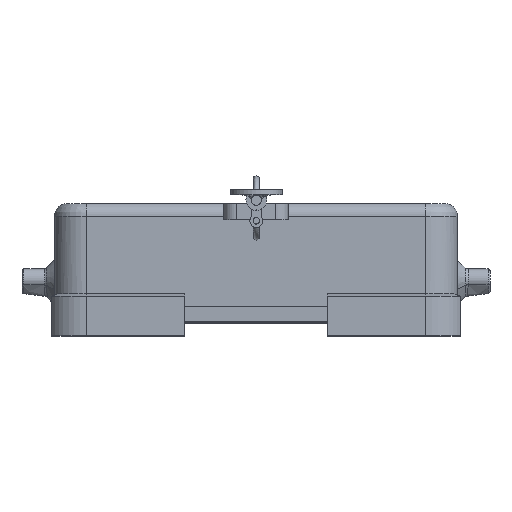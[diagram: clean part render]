
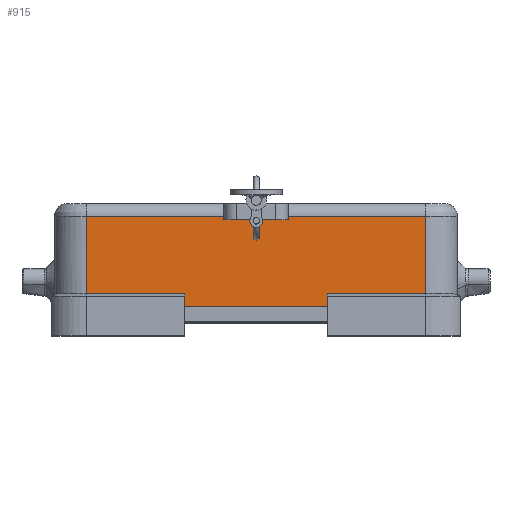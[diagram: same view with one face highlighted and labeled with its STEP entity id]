
A CAD part, top view. The second image highlights one B-rep face of the part: STEP entity #915.
In plain terms, the highlighted planar face has unit normal (0, 0, 1).
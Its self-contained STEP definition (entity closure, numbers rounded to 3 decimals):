
#915=ADVANCED_FACE('3-0-49',(#1187),#1096,.T.);
#1096=PLANE('',#3988);
#1187=FACE_OUTER_BOUND('',#1370,.T.);
#1370=EDGE_LOOP('',(#2230,#2231,#2232,#2233,#2234,#2235,#2236,#2237,#2238,
#2239,#2240,#2241));
#1562=LINE('',#5141,#1805);
#1624=LINE('',#5361,#1867);
#1627=LINE('',#5366,#1870);
#1630=LINE('',#5411,#1873);
#1637=LINE('',#5430,#1880);
#1640=LINE('',#5437,#1883);
#1641=LINE('',#5439,#1884);
#1642=LINE('',#5441,#1885);
#1643=LINE('',#5443,#1886);
#1644=LINE('',#5444,#1887);
#1645=LINE('',#5446,#1888);
#1646=LINE('',#5448,#1889);
#1805=VECTOR('',#4256,1.);
#1867=VECTOR('',#4412,1.);
#1870=VECTOR('',#4417,1.);
#1873=VECTOR('',#4448,1.);
#1880=VECTOR('',#4465,1.);
#1883=VECTOR('',#4472,1.);
#1884=VECTOR('',#4475,1.);
#1885=VECTOR('',#4476,1.);
#1886=VECTOR('',#4477,1.);
#1887=VECTOR('',#4478,1.);
#1888=VECTOR('',#4479,1.);
#1889=VECTOR('',#4480,1.);
#2230=ORIENTED_EDGE('',*,*,#3407,.T.);
#2231=ORIENTED_EDGE('',*,*,#3408,.T.);
#2232=ORIENTED_EDGE('',*,*,#3409,.T.);
#2233=ORIENTED_EDGE('',*,*,#3410,.T.);
#2234=ORIENTED_EDGE('',*,*,#3380,.T.);
#2235=ORIENTED_EDGE('',*,*,#3377,.T.);
#2236=ORIENTED_EDGE('',*,*,#3289,.F.);
#2237=ORIENTED_EDGE('',*,*,#3411,.T.);
#2238=ORIENTED_EDGE('',*,*,#3412,.T.);
#2239=ORIENTED_EDGE('',*,*,#3413,.T.);
#2240=ORIENTED_EDGE('',*,*,#3394,.T.);
#2241=ORIENTED_EDGE('',*,*,#3403,.T.);
#2994=VERTEX_POINT('',#5140);
#2995=VERTEX_POINT('',#5142);
#3054=VERTEX_POINT('',#5339);
#3061=VERTEX_POINT('',#5362);
#3068=VERTEX_POINT('',#5394);
#3071=VERTEX_POINT('',#5410);
#3078=VERTEX_POINT('',#5429);
#3080=VERTEX_POINT('',#5436);
#3081=VERTEX_POINT('',#5440);
#3082=VERTEX_POINT('',#5442);
#3083=VERTEX_POINT('',#5445);
#3084=VERTEX_POINT('',#5447);
#3289=EDGE_CURVE('',#2994,#2995,#1562,.T.);
#3377=EDGE_CURVE('',#3061,#2995,#1624,.T.);
#3380=EDGE_CURVE('',#3054,#3061,#1627,.T.);
#3394=EDGE_CURVE('',#3068,#3071,#1630,.T.);
#3403=EDGE_CURVE('',#3071,#3078,#1637,.T.);
#3407=EDGE_CURVE('',#3078,#3080,#1640,.T.);
#3408=EDGE_CURVE('',#3080,#3081,#1641,.T.);
#3409=EDGE_CURVE('',#3081,#3082,#1642,.T.);
#3410=EDGE_CURVE('',#3082,#3054,#1643,.T.);
#3411=EDGE_CURVE('',#2994,#3083,#1644,.T.);
#3412=EDGE_CURVE('',#3083,#3084,#1645,.T.);
#3413=EDGE_CURVE('',#3084,#3068,#1646,.T.);
#3988=AXIS2_PLACEMENT_3D('',#5449,#4481,#4482);
#4256=DIRECTION('',(-1.,0.,0.));
#4412=DIRECTION('',(0.,-1.,0.));
#4417=DIRECTION('',(1.,0.,0.));
#4448=DIRECTION('',(-1.,0.,0.));
#4465=DIRECTION('',(0.,-1.,0.));
#4472=DIRECTION('',(-1.,0.,0.));
#4475=DIRECTION('',(0.,1.,0.));
#4476=DIRECTION('',(-1.,0.,0.));
#4477=DIRECTION('',(0.,-1.,0.));
#4478=DIRECTION('',(0.,1.,0.));
#4479=DIRECTION('',(1.,0.,0.));
#4480=DIRECTION('',(0.,1.,0.));
#4481=DIRECTION('',(0.,0.,1.));
#4482=DIRECTION('',(0.,1.,0.));
#5140=CARTESIAN_POINT('',(5.373,-29.249,50.081));
#5141=CARTESIAN_POINT('',(5.373,-29.249,50.081));
#5142=CARTESIAN_POINT('',(-16.627,-29.249,50.081));
#5339=CARTESIAN_POINT('',(-31.877,-27.249,50.081));
#5361=CARTESIAN_POINT('',(-16.627,-27.249,50.081));
#5362=CARTESIAN_POINT('',(-16.627,-27.249,50.081));
#5366=CARTESIAN_POINT('',(-31.877,-27.249,50.081));
#5394=CARTESIAN_POINT('',(20.623,-15.249,50.081));
#5410=CARTESIAN_POINT('',(-0.627,-15.249,50.081));
#5411=CARTESIAN_POINT('',(20.623,-15.249,50.081));
#5429=CARTESIAN_POINT('',(-0.627,-15.749,50.081));
#5430=CARTESIAN_POINT('',(-0.627,-15.249,50.081));
#5436=CARTESIAN_POINT('',(-10.627,-15.749,50.081));
#5437=CARTESIAN_POINT('',(-0.627,-15.749,50.081));
#5439=CARTESIAN_POINT('',(-10.627,-15.749,50.081));
#5440=CARTESIAN_POINT('',(-10.627,-15.249,50.081));
#5441=CARTESIAN_POINT('',(-10.627,-15.249,50.081));
#5442=CARTESIAN_POINT('',(-31.877,-15.249,50.081));
#5443=CARTESIAN_POINT('',(-31.877,-15.249,50.081));
#5444=CARTESIAN_POINT('',(5.373,-29.249,50.081));
#5445=CARTESIAN_POINT('',(5.373,-27.249,50.081));
#5446=CARTESIAN_POINT('',(5.373,-27.249,50.081));
#5447=CARTESIAN_POINT('',(20.623,-27.249,50.081));
#5448=CARTESIAN_POINT('',(20.623,-27.249,50.081));
#5449=CARTESIAN_POINT('',(21.823,-30.349,50.081));
